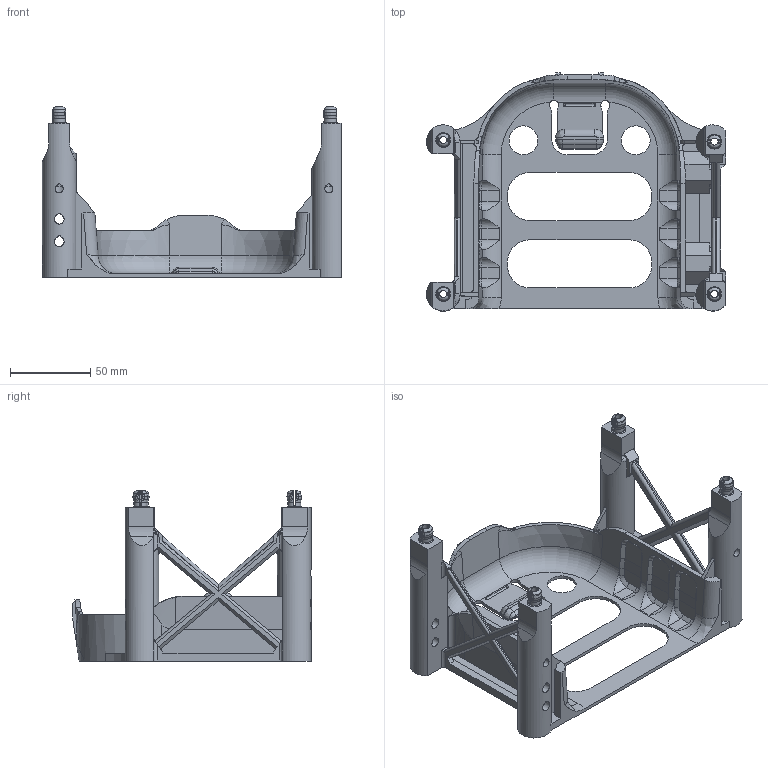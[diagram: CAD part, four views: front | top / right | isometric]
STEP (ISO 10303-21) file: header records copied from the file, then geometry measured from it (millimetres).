
FILE_DESCRIPTION(/* description */ (''),/* implementation_level */ '2;1');
FILE_NAME(/* name */ 'Caddy-B_F3-01_060 (tray-right).step',/* time_stamp */ '2022-05-16T22:19:03-04:00',/* author */ (''),/* organization */ (''),/* preprocessor_version */ 'ST-DEVELOPER v18.1',/* originating_system */ 'Autodesk Translation Framework v10.14.0.1471',/* authorisation */ '');
FILE_SCHEMA (('AUTOMOTIVE_DESIGN { 1 0 10303 214 3 1 1 }'));
Length unit declared in the file: millimetre
Products named in the file (1): (Unsaved)
Bounding box: 186.5 x 148.5 x 106 mm (x, y, z)
Volume: 198803.5 mm3; surface area: 108426 mm2
Topology: 1 solids, 1 shells, 755 faces, 2113 edges, 1347 vertices
Faces by surface type: plane 348, cylinder 191, bspline 118, cone 58, torus 22, sphere 18
Full cylindrical faces by diameter (mm): 8 x4, 9.2 x4, 18 x2
Entity records: 28095 total; most frequent: CARTESIAN_POINT 9461, ORIENTED_EDGE 4218, DIRECTION 3487, EDGE_CURVE 2109, VERTEX_POINT 1347, AXIS2_PLACEMENT_3D 1216, LINE 1055, VECTOR 1055
